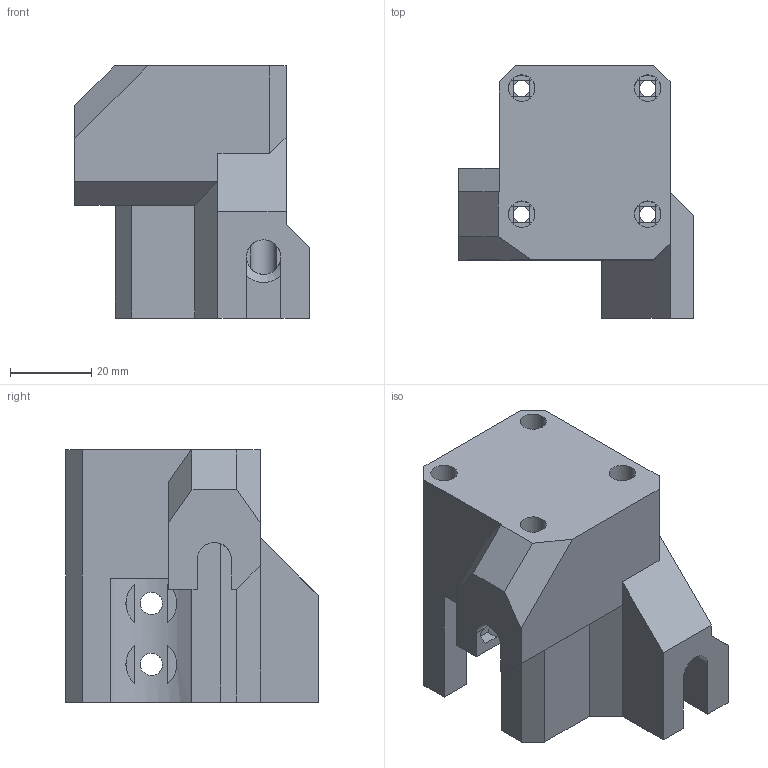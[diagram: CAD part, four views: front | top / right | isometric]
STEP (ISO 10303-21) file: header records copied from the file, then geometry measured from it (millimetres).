
FILE_DESCRIPTION(/* description */ ('STEP AP242','CAx-IF Rec.Pracs.---Representation and Presentation of Product Manufacturing Information (PMI)---4.0---2014-10-13','CAx-IF Rec.Pracs.---3D Tessellated Geometry---0.4---2014-09-14','2;1'),/* implementation_level */ '2;1');
FILE_NAME(/* name */ '680041701409cc4afc0e6360',/* time_stamp */ '2025-04-16T23:46:56Z',/* author */ (''),/* organization */ (''),/* preprocessor_version */ 'ST-DEVELOPER v20',/* originating_system */ 'ONSHAPE BY PTC INC, 1.196',/* authorisation */ ' ');
FILE_SCHEMA (('AP242_MANAGED_MODEL_BASED_3D_ENGINEERING_MIM_LF { 1 0 10303 442 1 1 4 }'));
Length unit declared in the file: metre
Products named in the file (1): Long Mount
Bounding box: 57.75 x 62 x 62 mm (x, y, z)
Volume: 90375.1 mm3; surface area: 24708.8 mm2
Topology: 1 solids, 1 shells, 191 faces, 479 edges, 296 vertices
Faces by surface type: plane 168, cylinder 22, cone 1
Full cylindrical faces by diameter (mm): 3.5 x2, 4 x4, 5.5 x2, 6.5 x4, 8.5 x1
Entity records: 5569 total; most frequent: CARTESIAN_POINT 1012, DIRECTION 919, ORIENTED_EDGE 918, EDGE_CURVE 459, LINE 363, VECTOR 363, VERTEX_POINT 289, AXIS2_PLACEMENT_3D 278
